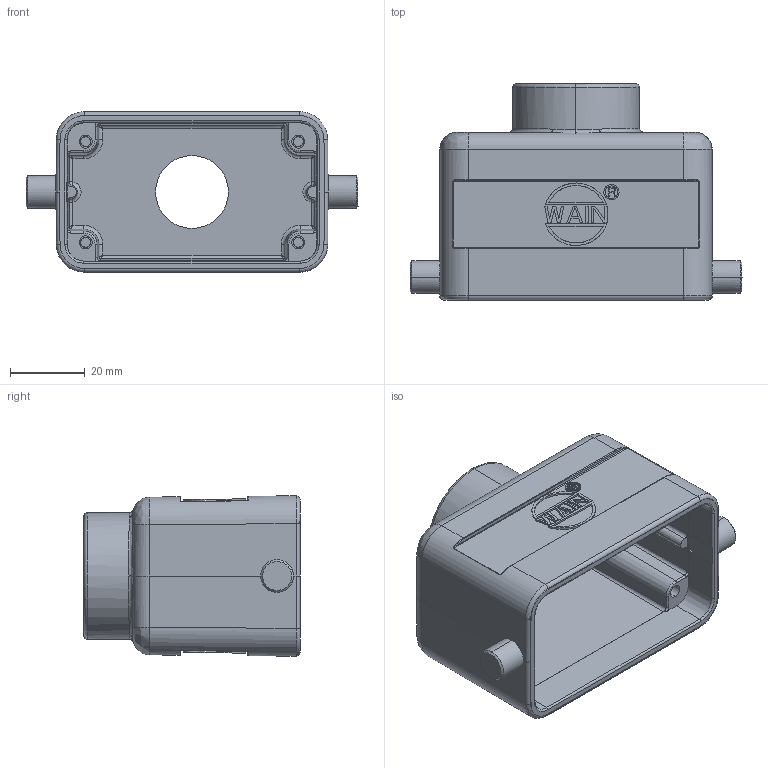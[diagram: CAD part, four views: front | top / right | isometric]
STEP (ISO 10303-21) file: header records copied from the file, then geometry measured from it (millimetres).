
FILE_DESCRIPTION((''),'2;1');
FILE_NAME('3D_1110104151002_H10B-TE-2B-M20','2020-09-28T',('f.li'),(''),'PRO/ENGINEER BY PARAMETRIC TECHNOLOGY CORPORATION, 2012480','PRO/ENGINEER BY PARAMETRIC TECHNOLOGY CORPORATION, 2012480','');
FILE_SCHEMA(('CONFIG_CONTROL_DESIGN'));
Length unit declared in the file: millimetre
Products named in the file (1): 3D_1110104151002_H10B-TE-2B-M20
Bounding box: 89 x 58 x 42.98 mm (x, y, z)
Volume: 47116 mm3; surface area: 26674.6 mm2
Topology: 1 solids, 1 shells, 432 faces, 1039 edges, 643 vertices
Faces by surface type: plane 232, cylinder 88, bspline 44, cone 32, torus 24, extrusion 8, sphere 4
Entity records: 16213 total; most frequent: CARTESIAN_POINT 6493, ORIENTED_EDGE 2074, DIRECTION 1828, EDGE_CURVE 1037, VECTOR 668, LINE 660, VERTEX_POINT 643, AXIS2_PLACEMENT_3D 580
